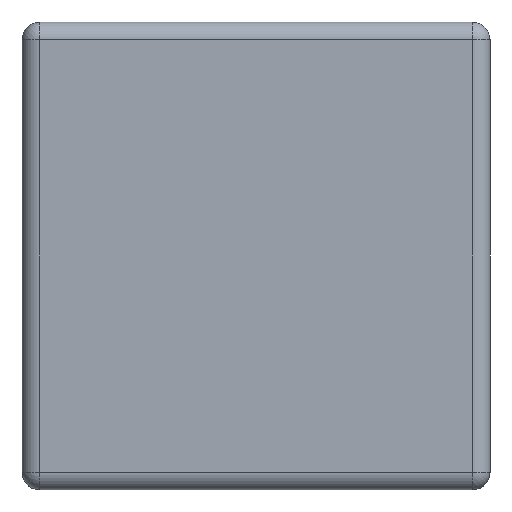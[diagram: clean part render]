
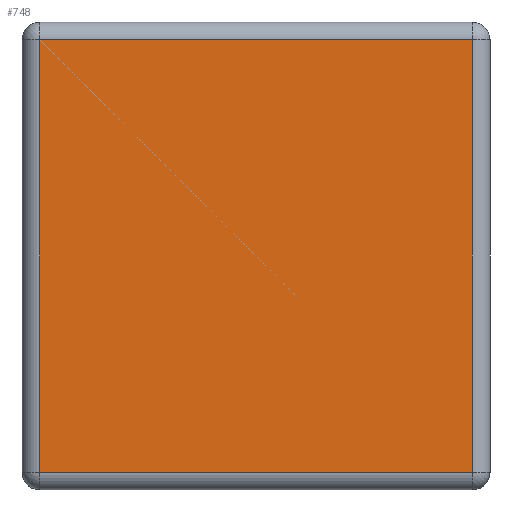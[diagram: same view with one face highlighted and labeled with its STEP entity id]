
A CAD part, left-side view. The second image highlights one B-rep face of the part: STEP entity #748.
In plain terms, the highlighted planar face has unit normal (-1, 0, 0).
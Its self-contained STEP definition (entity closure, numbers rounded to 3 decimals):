
#478=DIRECTION('',(0.,0.,1.));
#479=VECTOR('',#478,0.74);
#480=CARTESIAN_POINT('',(-0.8,0.77,-0.37));
#481=LINE('',#480,#479);
#482=DIRECTION('',(0.,-1.,0.));
#483=VECTOR('',#482,0.74);
#484=CARTESIAN_POINT('',(-0.8,0.77,0.37));
#485=LINE('',#484,#483);
#486=DIRECTION('',(0.,0.,-1.));
#487=VECTOR('',#486,0.74);
#488=CARTESIAN_POINT('',(-0.8,0.03,0.37));
#489=LINE('',#488,#487);
#490=DIRECTION('',(0.,-1.,0.));
#491=VECTOR('',#490,0.74);
#492=CARTESIAN_POINT('',(-0.8,0.77,-0.37));
#493=LINE('',#492,#491);
#570=CARTESIAN_POINT('',(-0.8,0.77,-0.37));
#571=CARTESIAN_POINT('',(-0.8,0.77,0.37));
#572=VERTEX_POINT('',#570);
#573=VERTEX_POINT('',#571);
#586=CARTESIAN_POINT('',(-0.8,0.03,0.37));
#587=VERTEX_POINT('',#586);
#594=CARTESIAN_POINT('',(-0.8,0.03,-0.37));
#595=VERTEX_POINT('',#594);
#734=CARTESIAN_POINT('',(-0.8,0.,-0.4));
#735=DIRECTION('',(-1.,0.,0.));
#736=DIRECTION('',(0.,0.,1.));
#737=AXIS2_PLACEMENT_3D('',#734,#735,#736);
#738=PLANE('',#737);
#740=ORIENTED_EDGE('',*,*,#739,.T.);
#742=ORIENTED_EDGE('',*,*,#741,.T.);
#743=ORIENTED_EDGE('',*,*,#724,.T.);
#745=ORIENTED_EDGE('',*,*,#744,.F.);
#746=EDGE_LOOP('',(#740,#742,#743,#745));
#747=FACE_OUTER_BOUND('',#746,.F.);
#724=EDGE_CURVE('',#587,#595,#489,.T.);
#739=EDGE_CURVE('',#572,#573,#481,.T.);
#741=EDGE_CURVE('',#573,#587,#485,.T.);
#744=EDGE_CURVE('',#572,#595,#493,.T.);
#748=ADVANCED_FACE('',(#747),#738,.T.);
